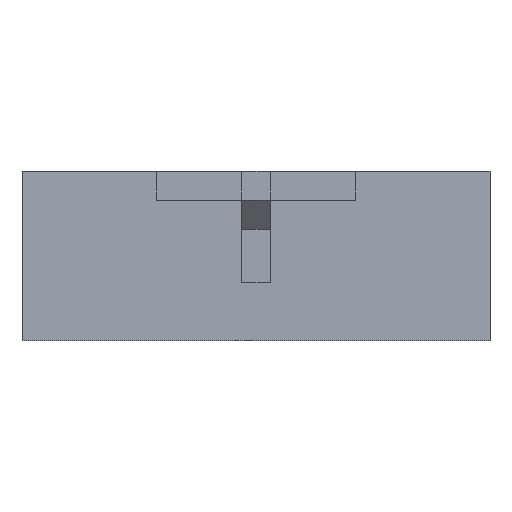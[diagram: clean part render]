
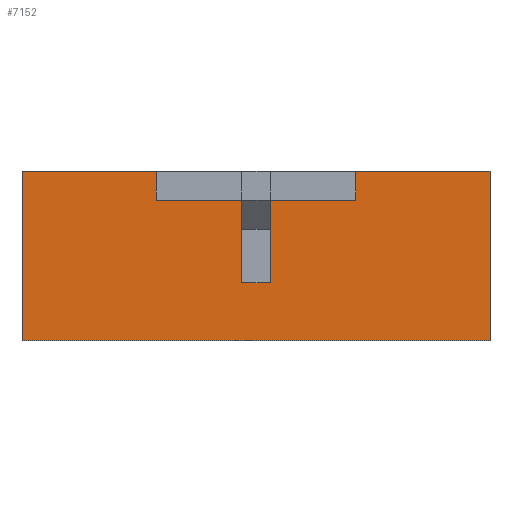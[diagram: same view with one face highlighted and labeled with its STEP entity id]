
A CAD part, left-side view. The second image highlights one B-rep face of the part: STEP entity #7152.
In plain terms, the highlighted planar face has unit normal (-1, 0, 0).
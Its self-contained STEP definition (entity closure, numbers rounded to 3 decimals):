
#1743 = VERTEX_POINT('',#1744);
#1744 = CARTESIAN_POINT('',(-17.26,-10.5,-3.8));
#1750 = EDGE_CURVE('',#1751,#1743,#1753,.T.);
#1751 = VERTEX_POINT('',#1752);
#1752 = CARTESIAN_POINT('',(-17.26,10.5,-3.8));
#1753 = LINE('',#1754,#1755);
#1754 = CARTESIAN_POINT('',(-17.26,10.5,-3.8));
#1755 = VECTOR('',#1756,1.);
#1756 = DIRECTION('',(0.,-1.,0.));
#4852 = VERTEX_POINT('',#4853);
#4853 = CARTESIAN_POINT('',(-17.26,-0.65,
    -1.2));
#4859 = EDGE_CURVE('',#4860,#4852,#4862,.T.);
#4860 = VERTEX_POINT('',#4861);
#4861 = CARTESIAN_POINT('',(-17.26,-0.65,2.5));
#4862 = LINE('',#4863,#4864);
#4863 = CARTESIAN_POINT('',(-17.26,-0.65,2.5));
#4864 = VECTOR('',#4865,1.);
#4865 = DIRECTION('',(0.,0.,-1.));
#4890 = EDGE_CURVE('',#4891,#4860,#4893,.T.);
#4891 = VERTEX_POINT('',#4892);
#4892 = CARTESIAN_POINT('',(-17.26,-4.475,2.5));
#4893 = LINE('',#4894,#4895);
#4894 = CARTESIAN_POINT('',(-17.26,-4.475,2.5));
#4895 = VECTOR('',#4896,1.);
#4896 = DIRECTION('',(0.,1.,0.));
#4969 = VERTEX_POINT('',#4970);
#4970 = CARTESIAN_POINT('',(-17.26,-4.475,
    3.8));
#4976 = EDGE_CURVE('',#4977,#4969,#4979,.T.);
#4977 = VERTEX_POINT('',#4978);
#4978 = CARTESIAN_POINT('',(-17.26,-10.5,3.8));
#4979 = LINE('',#4980,#4981);
#4980 = CARTESIAN_POINT('',(-17.26,-10.5,3.8));
#4981 = VECTOR('',#4982,1.);
#4982 = DIRECTION('',(0.,1.,0.));
#5033 = VERTEX_POINT('',#5034);
#5034 = CARTESIAN_POINT('',(-17.26,10.5,3.8));
#5040 = EDGE_CURVE('',#5041,#5033,#5043,.T.);
#5041 = VERTEX_POINT('',#5042);
#5042 = CARTESIAN_POINT('',(-17.26,4.475,
    3.8));
#5043 = LINE('',#5044,#5045);
#5044 = CARTESIAN_POINT('',(-17.26,4.475,
    3.8));
#5045 = VECTOR('',#5046,1.);
#5046 = DIRECTION('',(0.,1.,0.));
#5361 = VERTEX_POINT('',#5362);
#5362 = CARTESIAN_POINT('',(-17.26,4.475,2.5));
#5368 = EDGE_CURVE('',#5369,#5361,#5371,.T.);
#5369 = VERTEX_POINT('',#5370);
#5370 = CARTESIAN_POINT('',(-17.26,0.65,2.5));
#5371 = LINE('',#5372,#5373);
#5372 = CARTESIAN_POINT('',(-17.26,0.65,2.5));
#5373 = VECTOR('',#5374,1.);
#5374 = DIRECTION('',(0.,1.,0.));
#5391 = EDGE_CURVE('',#5361,#5041,#5392,.T.);
#5392 = LINE('',#5393,#5394);
#5393 = CARTESIAN_POINT('',(-17.26,4.475,2.5));
#5394 = VECTOR('',#5395,1.);
#5395 = DIRECTION('',(0.,0.,1.));
#7152 = ADVANCED_FACE('',(#7153),#7194,.T.);
#7153 = FACE_BOUND('',#7154,.T.);
#7154 = EDGE_LOOP('',(#7155,#7156,#7157,#7165,#7171,#7172,#7173,#7174,
    #7180,#7181,#7187,#7188));
#7155 = ORIENTED_EDGE('',*,*,#4890,.T.);
#7156 = ORIENTED_EDGE('',*,*,#4859,.T.);
#7157 = ORIENTED_EDGE('',*,*,#7158,.T.);
#7158 = EDGE_CURVE('',#4852,#7159,#7161,.T.);
#7159 = VERTEX_POINT('',#7160);
#7160 = CARTESIAN_POINT('',(-17.26,0.65,
    -1.2));
#7161 = LINE('',#7162,#7163);
#7162 = CARTESIAN_POINT('',(-17.26,-0.65,
    -1.2));
#7163 = VECTOR('',#7164,1.);
#7164 = DIRECTION('',(0.,1.,0.));
#7165 = ORIENTED_EDGE('',*,*,#7166,.T.);
#7166 = EDGE_CURVE('',#7159,#5369,#7167,.T.);
#7167 = LINE('',#7168,#7169);
#7168 = CARTESIAN_POINT('',(-17.26,0.65,
    -1.2));
#7169 = VECTOR('',#7170,1.);
#7170 = DIRECTION('',(0.,0.,1.));
#7171 = ORIENTED_EDGE('',*,*,#5368,.T.);
#7172 = ORIENTED_EDGE('',*,*,#5391,.T.);
#7173 = ORIENTED_EDGE('',*,*,#5040,.T.);
#7174 = ORIENTED_EDGE('',*,*,#7175,.T.);
#7175 = EDGE_CURVE('',#5033,#1751,#7176,.T.);
#7176 = LINE('',#7177,#7178);
#7177 = CARTESIAN_POINT('',(-17.26,10.5,3.8));
#7178 = VECTOR('',#7179,1.);
#7179 = DIRECTION('',(0.,0.,-1.));
#7180 = ORIENTED_EDGE('',*,*,#1750,.T.);
#7181 = ORIENTED_EDGE('',*,*,#7182,.T.);
#7182 = EDGE_CURVE('',#1743,#4977,#7183,.T.);
#7183 = LINE('',#7184,#7185);
#7184 = CARTESIAN_POINT('',(-17.26,-10.5,-3.8));
#7185 = VECTOR('',#7186,1.);
#7186 = DIRECTION('',(0.,0.,1.));
#7187 = ORIENTED_EDGE('',*,*,#4976,.T.);
#7188 = ORIENTED_EDGE('',*,*,#7189,.T.);
#7189 = EDGE_CURVE('',#4969,#4891,#7190,.T.);
#7190 = LINE('',#7191,#7192);
#7191 = CARTESIAN_POINT('',(-17.26,-4.475,
    3.8));
#7192 = VECTOR('',#7193,1.);
#7193 = DIRECTION('',(0.,0.,-1.));
#7194 = PLANE('',#7195);
#7195 = AXIS2_PLACEMENT_3D('',#7196,#7197,#7198);
#7196 = CARTESIAN_POINT('',(-17.26,0.,-0.051));
#7197 = DIRECTION('',(-1.,-0.,-0.));
#7198 = DIRECTION('',(0.,0.,-1.));
